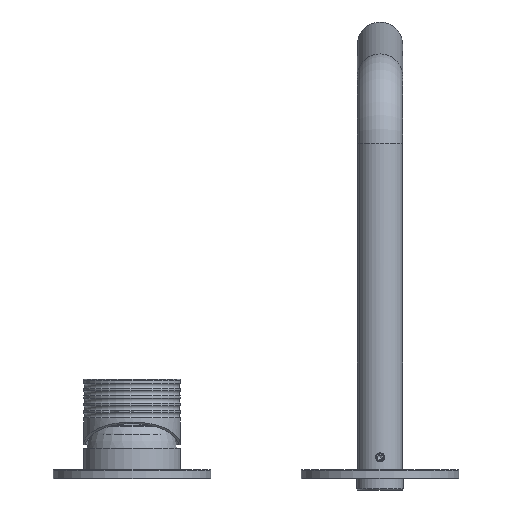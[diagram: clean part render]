
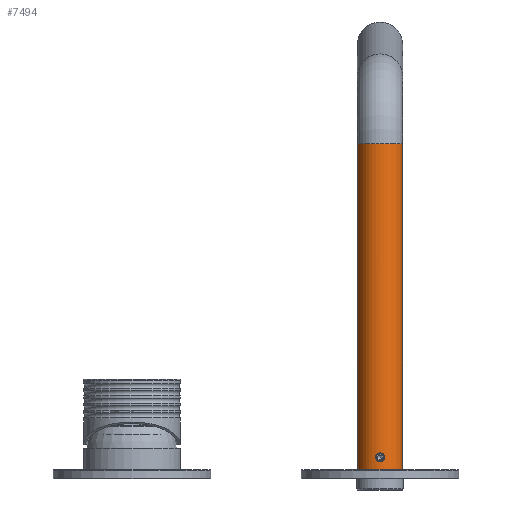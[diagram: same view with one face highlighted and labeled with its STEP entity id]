
A CAD part, left-side view. The second image highlights one B-rep face of the part: STEP entity #7494.
In plain terms, the highlighted cylindrical face has radius 10 mm (diameter 20 mm), a full revolution.
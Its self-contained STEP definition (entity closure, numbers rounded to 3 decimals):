
#725=B_SPLINE_CURVE_WITH_KNOTS('',3,(#11688,#11689,#11690,#11691,#11692,
#11693,#11694,#11695,#11696,#11697,#11698),.UNSPECIFIED.,.T.,.F.,(1,1,1,
1,1,1,1,1,1,1,1,1,1,1,1),(-0.004,-0.003,-0.001,
0.,0.001,0.003,0.004,
0.005,0.006,0.008,0.009,
0.01,0.011,0.013,0.014),
 .UNSPECIFIED.);
#2339=ORIENTED_EDGE('',*,*,#3060,.T.);
#2340=ORIENTED_EDGE('',*,*,#3061,.F.);
#2341=ORIENTED_EDGE('',*,*,#3059,.F.);
#3059=EDGE_CURVE('',#3573,#3573,#3863,.F.);
#3060=EDGE_CURVE('',#3574,#3574,#3864,.F.);
#3061=EDGE_CURVE('',#3575,#3575,#725,.T.);
#3573=VERTEX_POINT('',#11684);
#3574=VERTEX_POINT('',#11687);
#3575=VERTEX_POINT('',#11699);
#3863=CIRCLE('',#8164,10.);
#3864=CIRCLE('',#8166,10.);
#4337=EDGE_LOOP('',(#2339));
#4338=EDGE_LOOP('',(#2340));
#4339=EDGE_LOOP('',(#2341));
#4852=FACE_BOUND('',#4337,.T.);
#4853=FACE_BOUND('',#4338,.T.);
#4854=FACE_BOUND('',#4339,.T.);
#4974=CYLINDRICAL_SURFACE('',#8165,10.);
#7494=ADVANCED_FACE('',(#4852,#4853,#4854),#4974,.T.);
#8164=AXIS2_PLACEMENT_3D('',#11683,#9669,#9670);
#8165=AXIS2_PLACEMENT_3D('',#11685,#9671,#9672);
#8166=AXIS2_PLACEMENT_3D('',#11686,#9673,#9674);
#9669=DIRECTION('',(0.,0.,-1.));
#9670=DIRECTION('',(1.,0.,0.));
#9671=DIRECTION('',(0.,0.,1.));
#9672=DIRECTION('',(1.,0.,0.));
#9673=DIRECTION('',(0.,0.,-1.));
#9674=DIRECTION('',(-1.,0.,0.));
#11683=CARTESIAN_POINT('',(0.,0.,145.1));
#11684=CARTESIAN_POINT('',(10.,0.,145.1));
#11685=CARTESIAN_POINT('',(0.,0.,0.));
#11686=CARTESIAN_POINT('',(0.,0.,0.3));
#11687=CARTESIAN_POINT('',(-10.,0.,0.3));
#11688=CARTESIAN_POINT('',(-9.934,-1.272,7.269));
#11689=CARTESIAN_POINT('',(-10.033,0.,7.797));
#11690=CARTESIAN_POINT('',(-9.934,1.27,7.27));
#11691=CARTESIAN_POINT('',(-9.834,1.796,6.002));
#11692=CARTESIAN_POINT('',(-9.934,1.271,4.73));
#11693=CARTESIAN_POINT('',(-10.033,0.,4.204));
#11694=CARTESIAN_POINT('',(-9.935,-1.269,4.728));
#11695=CARTESIAN_POINT('',(-9.834,-1.796,5.999));
#11696=CARTESIAN_POINT('',(-9.934,-1.272,7.269));
#11697=CARTESIAN_POINT('',(-10.033,0.,7.797));
#11698=CARTESIAN_POINT('',(-9.934,1.27,7.27));
#11699=CARTESIAN_POINT('',(-10.,0.,7.621));
